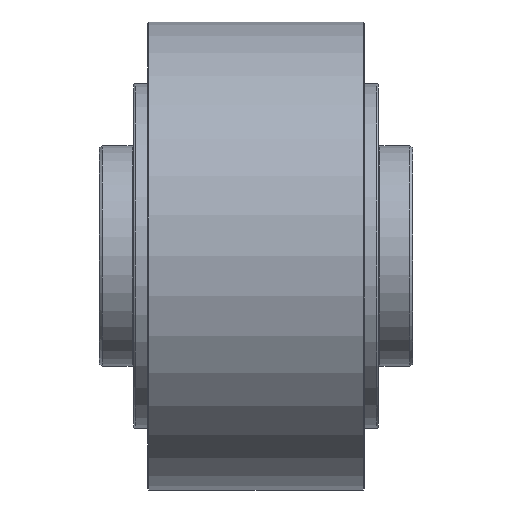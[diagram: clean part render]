
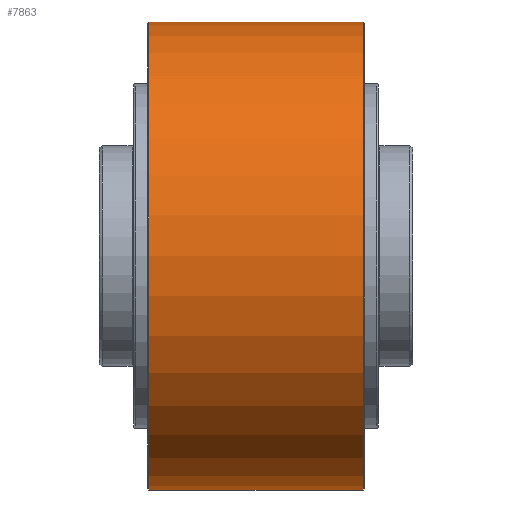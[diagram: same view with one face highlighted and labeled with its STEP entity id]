
A CAD part, top view. The second image highlights one B-rep face of the part: STEP entity #7863.
In plain terms, the highlighted cylindrical face has radius 85 mm (diameter 170 mm), a partial arc.
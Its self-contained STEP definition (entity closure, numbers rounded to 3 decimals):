
#6771=CARTESIAN_POINT('',(-39.,0.,0.));
#6772=DIRECTION('',(1.,0.,0.));
#6773=DIRECTION('',(0.,1.,0.));
#6774=AXIS2_PLACEMENT_3D('',#6771,#6772,#6773);
#6886=DIRECTION('',(-1.,0.,0.));
#6887=VECTOR('',#6886,78.);
#6888=CARTESIAN_POINT('',(39.,85.,0.));
#6889=LINE('',#6888,#6887);
#6890=DIRECTION('',(-1.,0.,0.));
#6891=VECTOR('',#6890,78.);
#6892=CARTESIAN_POINT('',(39.,-85.,0.));
#6893=LINE('',#6892,#6891);
#6899=CARTESIAN_POINT('',(39.,0.,0.));
#6900=DIRECTION('',(-1.,0.,0.));
#6901=DIRECTION('',(0.,-1.,0.));
#6902=AXIS2_PLACEMENT_3D('',#6899,#6900,#6901);
#7542=CARTESIAN_POINT('',(-39.,-85.,0.));
#7543=CARTESIAN_POINT('',(-39.,85.,0.));
#7544=VERTEX_POINT('',#7542);
#7545=VERTEX_POINT('',#7543);
#7590=CARTESIAN_POINT('',(39.,-85.,0.));
#7591=VERTEX_POINT('',#7590);
#7592=CARTESIAN_POINT('',(39.,85.,0.));
#7593=VERTEX_POINT('',#7592);
#7851=CARTESIAN_POINT('',(-39.,0.,0.));
#7852=DIRECTION('',(1.,0.,0.));
#7853=DIRECTION('',(0.,-1.,0.));
#7854=AXIS2_PLACEMENT_3D('',#7851,#7852,#7853);
#7855=CYLINDRICAL_SURFACE('',#7854,85.);
#7856=ORIENTED_EDGE('',*,*,#7765,.F.);
#7857=ORIENTED_EDGE('',*,*,#7846,.F.);
#7859=ORIENTED_EDGE('',*,*,#7858,.F.);
#7860=ORIENTED_EDGE('',*,*,#7842,.T.);
#7861=EDGE_LOOP('',(#7856,#7857,#7859,#7860));
#7862=FACE_OUTER_BOUND('',#7861,.F.);
#6775=CIRCLE('',#6774,85.);
#6903=CIRCLE('',#6902,85.);
#7765=EDGE_CURVE('',#7545,#7544,#6775,.T.);
#7842=EDGE_CURVE('',#7591,#7544,#6893,.T.);
#7846=EDGE_CURVE('',#7593,#7545,#6889,.T.);
#7858=EDGE_CURVE('',#7591,#7593,#6903,.T.);
#7863=ADVANCED_FACE('',(#7862),#7855,.T.);
